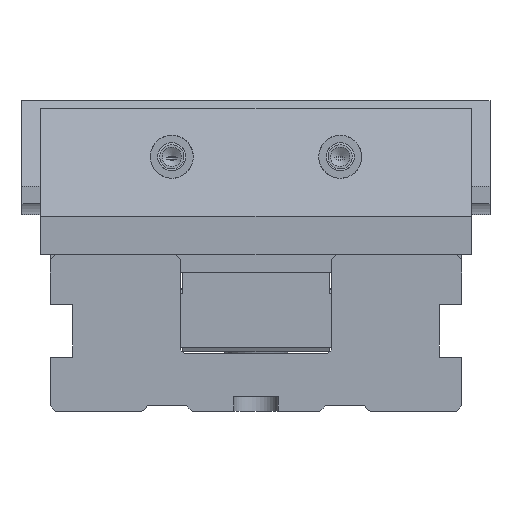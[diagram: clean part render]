
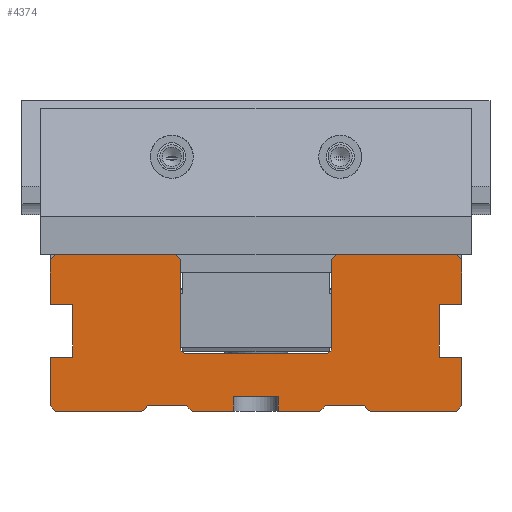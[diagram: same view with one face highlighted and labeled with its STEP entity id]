
A CAD part, front view. The second image highlights one B-rep face of the part: STEP entity #4374.
In plain terms, the highlighted planar face has unit normal (0, -1, 0).
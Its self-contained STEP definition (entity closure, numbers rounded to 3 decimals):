
#4374=ADVANCED_FACE('',(#5202),#4885,.T.);
#4885=PLANE('',#12551);
#5202=FACE_OUTER_BOUND('',#5577,.T.);
#5577=EDGE_LOOP('',(#6459,#6460,#6461,#6462,#6463,#6464,#6465,#6466,#6467,
#6468,#6469,#6470,#6471,#6472,#6473,#6474,#6475,#6476,#6477,#6478,#6479,
#6480,#6481,#6482,#6483,#6484,#6485,#6486,#6487,#6488,#6489,#6490,#6491,
#6492,#6493,#6494));
#6459=ORIENTED_EDGE('',*,*,#9745,.T.);
#6460=ORIENTED_EDGE('',*,*,#9762,.T.);
#6461=ORIENTED_EDGE('',*,*,#9624,.T.);
#6462=ORIENTED_EDGE('',*,*,#9687,.F.);
#6463=ORIENTED_EDGE('',*,*,#9684,.F.);
#6464=ORIENTED_EDGE('',*,*,#9681,.F.);
#6465=ORIENTED_EDGE('',*,*,#9598,.T.);
#6466=ORIENTED_EDGE('',*,*,#9763,.T.);
#6467=ORIENTED_EDGE('',*,*,#9758,.T.);
#6468=ORIENTED_EDGE('',*,*,#9764,.T.);
#6469=ORIENTED_EDGE('',*,*,#9644,.F.);
#6470=ORIENTED_EDGE('',*,*,#9765,.T.);
#6471=ORIENTED_EDGE('',*,*,#9671,.F.);
#6472=ORIENTED_EDGE('',*,*,#9766,.T.);
#6473=ORIENTED_EDGE('',*,*,#9636,.T.);
#6474=ORIENTED_EDGE('',*,*,#9767,.T.);
#6475=ORIENTED_EDGE('',*,*,#9752,.T.);
#6476=ORIENTED_EDGE('',*,*,#9768,.T.);
#6477=ORIENTED_EDGE('',*,*,#9560,.F.);
#6478=ORIENTED_EDGE('',*,*,#9708,.F.);
#6479=ORIENTED_EDGE('',*,*,#9712,.F.);
#6480=ORIENTED_EDGE('',*,*,#9714,.F.);
#6481=ORIENTED_EDGE('',*,*,#9616,.F.);
#6482=ORIENTED_EDGE('',*,*,#9769,.T.);
#6483=ORIENTED_EDGE('',*,*,#9731,.T.);
#6484=ORIENTED_EDGE('',*,*,#9739,.T.);
#6485=ORIENTED_EDGE('',*,*,#9699,.F.);
#6486=ORIENTED_EDGE('',*,*,#9705,.T.);
#6487=ORIENTED_EDGE('',*,*,#9578,.T.);
#6488=ORIENTED_EDGE('',*,*,#9770,.F.);
#6489=ORIENTED_EDGE('',*,*,#9771,.F.);
#6490=ORIENTED_EDGE('',*,*,#9772,.F.);
#6491=ORIENTED_EDGE('',*,*,#9574,.T.);
#6492=ORIENTED_EDGE('',*,*,#9696,.T.);
#6493=ORIENTED_EDGE('',*,*,#9693,.F.);
#6494=ORIENTED_EDGE('',*,*,#9773,.T.);
#8680=VERTEX_POINT('',#15873);
#8681=VERTEX_POINT('',#15875);
#8694=VERTEX_POINT('',#15903);
#8695=VERTEX_POINT('',#15905);
#8698=VERTEX_POINT('',#15911);
#8699=VERTEX_POINT('',#15913);
#8710=VERTEX_POINT('',#15940);
#8717=VERTEX_POINT('',#15953);
#8728=VERTEX_POINT('',#15979);
#8735=VERTEX_POINT('',#15992);
#8742=VERTEX_POINT('',#16009);
#8743=VERTEX_POINT('',#16011);
#8754=VERTEX_POINT('',#16034);
#8755=VERTEX_POINT('',#16036);
#8762=VERTEX_POINT('',#16051);
#8763=VERTEX_POINT('',#16053);
#8786=VERTEX_POINT('',#16106);
#8787=VERTEX_POINT('',#16108);
#8793=VERTEX_POINT('',#16124);
#8797=VERTEX_POINT('',#16134);
#8802=VERTEX_POINT('',#16149);
#8803=VERTEX_POINT('',#16151);
#8805=VERTEX_POINT('',#16160);
#8806=VERTEX_POINT('',#16162);
#8811=VERTEX_POINT('',#16177);
#8814=VERTEX_POINT('',#16185);
#8815=VERTEX_POINT('',#16216);
#8816=VERTEX_POINT('',#16217);
#8826=VERTEX_POINT('',#16243);
#8827=VERTEX_POINT('',#16245);
#8831=VERTEX_POINT('',#16257);
#8832=VERTEX_POINT('',#16259);
#8833=VERTEX_POINT('',#16270);
#8834=VERTEX_POINT('',#16271);
#8837=VERTEX_POINT('',#16287);
#8838=VERTEX_POINT('',#16289);
#9560=EDGE_CURVE('',#8680,#8681,#10799,.T.);
#9574=EDGE_CURVE('',#8695,#8694,#10811,.T.);
#9578=EDGE_CURVE('',#8699,#8698,#10814,.T.);
#9598=EDGE_CURVE('',#8710,#8717,#10830,.T.);
#9616=EDGE_CURVE('',#8735,#8728,#10846,.T.);
#9624=EDGE_CURVE('',#8743,#8742,#10853,.T.);
#9636=EDGE_CURVE('',#8755,#8754,#10865,.T.);
#9644=EDGE_CURVE('',#8762,#8763,#10873,.T.);
#9671=EDGE_CURVE('',#8786,#8787,#10889,.T.);
#9681=EDGE_CURVE('',#8710,#8793,#10898,.T.);
#9684=EDGE_CURVE('',#8793,#8797,#10901,.T.);
#9687=EDGE_CURVE('',#8797,#8742,#10904,.T.);
#9693=EDGE_CURVE('',#8802,#8803,#10908,.T.);
#9696=EDGE_CURVE('',#8694,#8803,#10911,.T.);
#9699=EDGE_CURVE('',#8805,#8806,#10914,.T.);
#9705=EDGE_CURVE('',#8805,#8699,#10918,.T.);
#9708=EDGE_CURVE('',#8811,#8680,#10921,.T.);
#9712=EDGE_CURVE('',#8814,#8811,#10925,.T.);
#9714=EDGE_CURVE('',#8728,#8814,#10927,.T.);
#9731=EDGE_CURVE('',#8815,#8816,#10944,.T.);
#9739=EDGE_CURVE('',#8816,#8806,#10949,.T.);
#9745=EDGE_CURVE('',#8827,#8826,#10953,.T.);
#9752=EDGE_CURVE('',#8832,#8831,#10957,.T.);
#9758=EDGE_CURVE('',#8833,#8834,#10963,.T.);
#9762=EDGE_CURVE('',#8826,#8743,#10967,.T.);
#9763=EDGE_CURVE('',#8717,#8833,#10968,.T.);
#9764=EDGE_CURVE('',#8834,#8763,#10969,.T.);
#9765=EDGE_CURVE('',#8762,#8787,#10970,.T.);
#9766=EDGE_CURVE('',#8786,#8755,#10971,.T.);
#9767=EDGE_CURVE('',#8754,#8832,#10972,.T.);
#9768=EDGE_CURVE('',#8831,#8681,#10973,.T.);
#9769=EDGE_CURVE('',#8735,#8815,#10974,.T.);
#9770=EDGE_CURVE('',#8837,#8698,#10975,.T.);
#9771=EDGE_CURVE('',#8838,#8837,#10976,.T.);
#9772=EDGE_CURVE('',#8695,#8838,#10977,.T.);
#9773=EDGE_CURVE('',#8802,#8827,#10978,.T.);
#10799=LINE('',#15874,#11636);
#10811=LINE('',#15904,#11648);
#10814=LINE('',#15912,#11651);
#10830=LINE('',#15954,#11667);
#10846=LINE('',#15993,#11683);
#10853=LINE('',#16010,#11690);
#10865=LINE('',#16035,#11702);
#10873=LINE('',#16052,#11710);
#10889=LINE('',#16107,#11726);
#10898=LINE('',#16127,#11735);
#10901=LINE('',#16133,#11738);
#10904=LINE('',#16138,#11741);
#10908=LINE('',#16150,#11745);
#10911=LINE('',#16155,#11748);
#10914=LINE('',#16161,#11751);
#10918=LINE('',#16172,#11755);
#10921=LINE('',#16178,#11758);
#10925=LINE('',#16186,#11762);
#10927=LINE('',#16189,#11764);
#10944=LINE('',#16215,#11781);
#10949=LINE('',#16231,#11786);
#10953=LINE('',#16244,#11790);
#10957=LINE('',#16258,#11794);
#10963=LINE('',#16269,#11800);
#10967=LINE('',#16278,#11804);
#10968=LINE('',#16279,#11805);
#10969=LINE('',#16280,#11806);
#10970=LINE('',#16281,#11807);
#10971=LINE('',#16282,#11808);
#10972=LINE('',#16283,#11809);
#10973=LINE('',#16284,#11810);
#10974=LINE('',#16285,#11811);
#10975=LINE('',#16286,#11812);
#10976=LINE('',#16288,#11813);
#10977=LINE('',#16290,#11814);
#10978=LINE('',#16291,#11815);
#11636=VECTOR('',#13328,1.);
#11648=VECTOR('',#13348,1.);
#11651=VECTOR('',#13353,1.);
#11667=VECTOR('',#13383,1.);
#11683=VECTOR('',#13409,1.);
#11690=VECTOR('',#13422,1.);
#11702=VECTOR('',#13436,1.);
#11710=VECTOR('',#13446,1.);
#11726=VECTOR('',#13492,1.);
#11735=VECTOR('',#13507,1.);
#11738=VECTOR('',#13512,1.);
#11741=VECTOR('',#13517,1.);
#11745=VECTOR('',#13527,1.);
#11748=VECTOR('',#13532,1.);
#11751=VECTOR('',#13537,1.);
#11755=VECTOR('',#13547,1.);
#11758=VECTOR('',#13552,1.);
#11762=VECTOR('',#13558,1.);
#11764=VECTOR('',#13562,1.);
#11781=VECTOR('',#13597,1.);
#11786=VECTOR('',#13610,1.);
#11790=VECTOR('',#13622,1.);
#11794=VECTOR('',#13636,1.);
#11800=VECTOR('',#13650,1.);
#11804=VECTOR('',#13656,1.);
#11805=VECTOR('',#13657,1.);
#11806=VECTOR('',#13658,1.);
#11807=VECTOR('',#13659,1.);
#11808=VECTOR('',#13660,1.);
#11809=VECTOR('',#13661,1.);
#11810=VECTOR('',#13662,1.);
#11811=VECTOR('',#13663,1.);
#11812=VECTOR('',#13664,1.);
#11813=VECTOR('',#13665,1.);
#11814=VECTOR('',#13666,1.);
#11815=VECTOR('',#13667,1.);
#12551=AXIS2_PLACEMENT_3D('',#16292,#13668,#13669);
#13328=DIRECTION('',(0.,0.,1.));
#13348=DIRECTION('',(1.,0.,0.));
#13353=DIRECTION('',(1.,0.,0.));
#13383=DIRECTION('',(0.,0.,1.));
#13409=DIRECTION('',(0.,0.,1.));
#13422=DIRECTION('',(0.,0.,1.));
#13436=DIRECTION('',(0.,0.,1.));
#13446=DIRECTION('',(0.,0.,1.));
#13492=DIRECTION('',(1.,0.,0.));
#13507=DIRECTION('',(-1.,0.,0.));
#13512=DIRECTION('',(0.,0.,-1.));
#13517=DIRECTION('',(1.,0.,0.));
#13527=DIRECTION('',(-1.,0.,0.));
#13532=DIRECTION('',(0.707,0.,0.707));
#13537=DIRECTION('',(-1.,0.,0.));
#13547=DIRECTION('',(0.707,0.,-0.707));
#13552=DIRECTION('',(-1.,0.,0.));
#13558=DIRECTION('',(0.,0.,1.));
#13562=DIRECTION('',(1.,0.,0.));
#13597=DIRECTION('',(1.,0.,0.));
#13610=DIRECTION('',(0.707,0.,0.707));
#13622=DIRECTION('',(1.,0.,0.));
#13636=DIRECTION('',(-1.,0.,0.));
#13650=DIRECTION('',(-1.,0.,0.));
#13656=DIRECTION('',(0.707,0.,0.707));
#13657=DIRECTION('',(-0.707,0.,0.707));
#13658=DIRECTION('',(-0.707,0.,-0.707));
#13659=DIRECTION('',(-0.707,0.,-0.707));
#13660=DIRECTION('',(-0.707,0.,0.707));
#13661=DIRECTION('',(-0.707,0.,0.707));
#13662=DIRECTION('',(-0.707,0.,-0.707));
#13663=DIRECTION('',(0.707,0.,-0.707));
#13664=DIRECTION('',(0.,0.,-1.));
#13665=DIRECTION('',(-1.,0.,0.));
#13666=DIRECTION('',(0.,0.,1.));
#13667=DIRECTION('',(0.707,0.,-0.707));
#13668=DIRECTION('',(0.,-1.,0.));
#13669=DIRECTION('',(0.,0.,-1.));
#15873=CARTESIAN_POINT('',(0.,0.,28.5));
#15874=CARTESIAN_POINT('',(0.,0.,0.));
#15875=CARTESIAN_POINT('',(0.,0.,40.5));
#15903=CARTESIAN_POINT('',(72.,0.,0.));
#15904=CARTESIAN_POINT('',(55.,0.,0.));
#15905=CARTESIAN_POINT('',(61.,0.,0.));
#15911=CARTESIAN_POINT('',(49.,0.,0.));
#15912=CARTESIAN_POINT('',(55.,0.,0.));
#15913=CARTESIAN_POINT('',(38.,0.,0.));
#15940=CARTESIAN_POINT('',(110.,0.,28.5));
#15953=CARTESIAN_POINT('',(110.,0.,40.5));
#15954=CARTESIAN_POINT('',(110.,0.,0.));
#15979=CARTESIAN_POINT('',(0.,0.,14.5));
#15992=CARTESIAN_POINT('',(0.,0.,1.5));
#15993=CARTESIAN_POINT('',(0.,0.,0.));
#16009=CARTESIAN_POINT('',(110.,0.,14.5));
#16010=CARTESIAN_POINT('',(110.,0.,0.));
#16011=CARTESIAN_POINT('',(110.,0.,1.5));
#16034=CARTESIAN_POINT('',(34.85,0.,40.5));
#16035=CARTESIAN_POINT('',(34.85,0.,42.));
#16036=CARTESIAN_POINT('',(34.85,0.,16.4));
#16051=CARTESIAN_POINT('',(75.15,0.,16.4));
#16052=CARTESIAN_POINT('',(75.15,0.,21.));
#16053=CARTESIAN_POINT('',(75.15,0.,40.5));
#16106=CARTESIAN_POINT('',(35.85,0.,15.4));
#16107=CARTESIAN_POINT('',(55.,0.,15.4));
#16108=CARTESIAN_POINT('',(74.15,0.,15.4));
#16124=CARTESIAN_POINT('',(104.,0.,28.5));
#16127=CARTESIAN_POINT('',(55.,0.,28.5));
#16133=CARTESIAN_POINT('',(104.,0.,0.));
#16134=CARTESIAN_POINT('',(104.,0.,14.5));
#16138=CARTESIAN_POINT('',(55.,0.,14.5));
#16149=CARTESIAN_POINT('',(84.,0.,1.5));
#16150=CARTESIAN_POINT('',(55.,0.,1.5));
#16151=CARTESIAN_POINT('',(73.5,0.,1.5));
#16155=CARTESIAN_POINT('',(72.,0.,0.));
#16160=CARTESIAN_POINT('',(36.5,0.,1.5));
#16161=CARTESIAN_POINT('',(55.,0.,1.5));
#16162=CARTESIAN_POINT('',(26.,0.,1.5));
#16172=CARTESIAN_POINT('',(36.5,0.,1.5));
#16177=CARTESIAN_POINT('',(6.,0.,28.5));
#16178=CARTESIAN_POINT('',(55.,0.,28.5));
#16185=CARTESIAN_POINT('',(6.,0.,14.5));
#16186=CARTESIAN_POINT('',(6.,0.,0.));
#16189=CARTESIAN_POINT('',(55.,0.,14.5));
#16215=CARTESIAN_POINT('',(55.,0.,0.));
#16216=CARTESIAN_POINT('',(1.5,0.,0.));
#16217=CARTESIAN_POINT('',(24.5,0.,0.));
#16231=CARTESIAN_POINT('',(39.75,0.,15.25));
#16243=CARTESIAN_POINT('',(108.5,0.,0.));
#16244=CARTESIAN_POINT('',(55.,0.,0.));
#16245=CARTESIAN_POINT('',(85.5,0.,0.));
#16257=CARTESIAN_POINT('',(1.5,0.,42.));
#16258=CARTESIAN_POINT('',(55.,0.,42.));
#16259=CARTESIAN_POINT('',(33.35,0.,42.));
#16269=CARTESIAN_POINT('',(55.,0.,42.));
#16270=CARTESIAN_POINT('',(108.5,0.,42.));
#16271=CARTESIAN_POINT('',(76.65,0.,42.));
#16278=CARTESIAN_POINT('',(81.75,0.,-26.75));
#16279=CARTESIAN_POINT('',(102.75,0.,47.75));
#16280=CARTESIAN_POINT('',(44.825,0.,10.175));
#16281=CARTESIAN_POINT('',(74.15,0.,15.4));
#16282=CARTESIAN_POINT('',(34.85,0.,16.4));
#16283=CARTESIAN_POINT('',(65.175,0.,10.175));
#16284=CARTESIAN_POINT('',(7.25,0.,47.75));
#16285=CARTESIAN_POINT('',(28.25,0.,-26.75));
#16286=CARTESIAN_POINT('',(49.,0.,0.));
#16287=CARTESIAN_POINT('',(49.,0.,4.));
#16288=CARTESIAN_POINT('',(55.,0.,4.));
#16289=CARTESIAN_POINT('',(61.,0.,4.));
#16290=CARTESIAN_POINT('',(61.,0.,0.));
#16291=CARTESIAN_POINT('',(70.25,0.,15.25));
#16292=CARTESIAN_POINT('',(55.,0.,0.));
